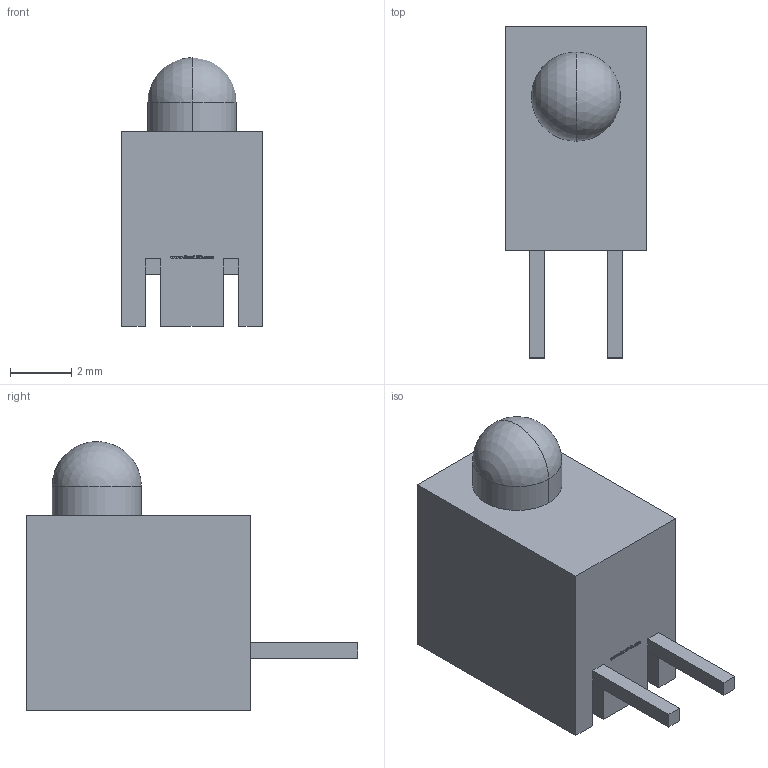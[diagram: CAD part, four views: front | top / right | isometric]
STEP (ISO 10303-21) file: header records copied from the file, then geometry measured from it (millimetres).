
FILE_DESCRIPTION (( 'STEP AP214' ), '1' );
FILE_NAME ('XVB1Lxx147.STEP', '2015-09-08T18:15:57', ( '' ), ( '' ), 'SwSTEP 2.0', 'SolidWorks 2012', '' );
FILE_SCHEMA (( 'AUTOMOTIVE_DESIGN' ));
Length unit declared in the file: millimetre
Products named in the file (1): XVB1Lxx147
Bounding box: 4.6 x 10.8 x 8.75 mm (x, y, z)
Volume: 214 mm3; surface area: 298.5 mm2
Topology: 1 solids, 1 shells, 220 faces, 602 edges, 399 vertices
Faces by surface type: plane 146, bspline 68, cylinder 4, sphere 2
Entity records: 11806 total; most frequent: CARTESIAN_POINT 4428, ORIENTED_EDGE 1196, DIRECTION 778, EDGE_CURVE 598, LINE 452, VECTOR 452, VERTEX_POINT 397, EDGE_LOOP 237
